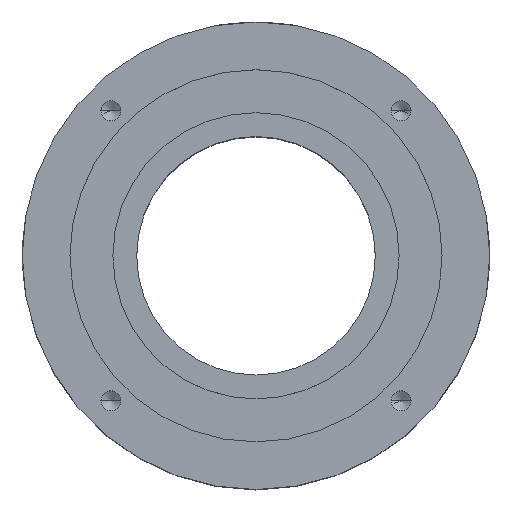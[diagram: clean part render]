
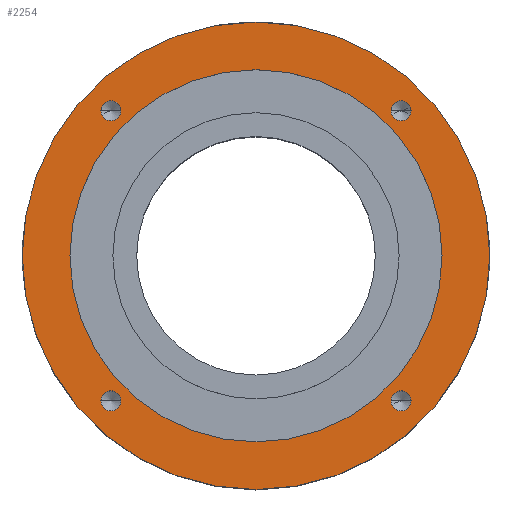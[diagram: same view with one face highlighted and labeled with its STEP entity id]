
A CAD part, top view. The second image highlights one B-rep face of the part: STEP entity #2254.
In plain terms, the highlighted planar face has unit normal (0, 0, 1).
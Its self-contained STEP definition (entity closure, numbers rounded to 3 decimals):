
#23 = DIRECTION ( 'NONE',  ( 1., 0., 0. ) ) ;
#51 = AXIS2_PLACEMENT_3D ( 'NONE', #115, #1496, #310 ) ;
#53 = ORIENTED_EDGE ( 'NONE', *, *, #2026, .F. ) ;
#56 = CARTESIAN_POINT ( 'NONE',  ( -30.406, -30.406, 64.7 ) ) ;
#72 = AXIS2_PLACEMENT_3D ( 'NONE', #1907, #737, #2112 ) ;
#115 = CARTESIAN_POINT ( 'NONE',  ( -30.406, 30.406, 64.7 ) ) ;
#137 = DIRECTION ( 'NONE',  ( 1., 0., 0. ) ) ;
#155 = ORIENTED_EDGE ( 'NONE', *, *, #1146, .F. ) ;
#166 = ORIENTED_EDGE ( 'NONE', *, *, #1879, .F. ) ;
#236 = AXIS2_PLACEMENT_3D ( 'NONE', #1970, #793, #2173 ) ;
#253 = VERTEX_POINT ( 'NONE', #1682 ) ;
#256 = DIRECTION ( 'NONE',  ( 1., 0., 0. ) ) ;
#277 = FACE_BOUND ( 'NONE', #294, .T. ) ;
#294 = EDGE_LOOP ( 'NONE', ( #2445, #155 ) ) ;
#310 = DIRECTION ( 'NONE',  ( 1., 0., 0. ) ) ;
#345 = CARTESIAN_POINT ( 'NONE',  ( -32.506, 30.406, 64.7 ) ) ;
#354 = ORIENTED_EDGE ( 'NONE', *, *, #1260, .F. ) ;
#378 = AXIS2_PLACEMENT_3D ( 'NONE', #783, #2161, #972 ) ;
#388 = VERTEX_POINT ( 'NONE', #2115 ) ;
#397 = AXIS2_PLACEMENT_3D ( 'NONE', #912, #1329, #137 ) ;
#435 = ORIENTED_EDGE ( 'NONE', *, *, #2354, .F. ) ;
#457 = CARTESIAN_POINT ( 'NONE',  ( -49., 0., 64.7 ) ) ;
#464 = DIRECTION ( 'NONE',  ( 0., 0., 1. ) ) ;
#465 = CIRCLE ( 'NONE', #1820, 39. ) ;
#493 = AXIS2_PLACEMENT_3D ( 'NONE', #1643, #464, #1840 ) ;
#544 = VERTEX_POINT ( 'NONE', #827 ) ;
#613 = EDGE_CURVE ( 'NONE', #544, #1605, #1139, .T. ) ;
#618 = DIRECTION ( 'NONE',  ( 0., 0., 1. ) ) ;
#650 = VERTEX_POINT ( 'NONE', #457 ) ;
#661 = DIRECTION ( 'NONE',  ( 0., 0., 1. ) ) ;
#700 = ORIENTED_EDGE ( 'NONE', *, *, #2077, .T. ) ;
#725 = CARTESIAN_POINT ( 'NONE',  ( 49., 0., 64.7 ) ) ;
#737 = DIRECTION ( 'NONE',  ( 0., 0., 1. ) ) ;
#762 = EDGE_LOOP ( 'NONE', ( #700, #2065 ) ) ;
#783 = CARTESIAN_POINT ( 'NONE',  ( 30.406, -30.406, 64.7 ) ) ;
#787 = CARTESIAN_POINT ( 'NONE',  ( -39., 0., 64.7 ) ) ;
#793 = DIRECTION ( 'NONE',  ( 0., 0., 1. ) ) ;
#827 = CARTESIAN_POINT ( 'NONE',  ( -28.306, -30.406, 64.7 ) ) ;
#912 = CARTESIAN_POINT ( 'NONE',  ( 0., 0., 64.7 ) ) ;
#918 = CIRCLE ( 'NONE', #1812, 2.1 ) ;
#955 = AXIS2_PLACEMENT_3D ( 'NONE', #2320, #1131, #2517 ) ;
#966 = AXIS2_PLACEMENT_3D ( 'NONE', #1793, #618, #1989 ) ;
#972 = DIRECTION ( 'NONE',  ( 1., 0., 0. ) ) ;
#1000 = DIRECTION ( 'NONE',  ( 0., 0., 1. ) ) ;
#1016 = EDGE_LOOP ( 'NONE', ( #166, #1499 ) ) ;
#1048 = AXIS2_PLACEMENT_3D ( 'NONE', #2189, #1000, #2394 ) ;
#1050 = DIRECTION ( 'NONE',  ( 0., 0., 1. ) ) ;
#1107 = CIRCLE ( 'NONE', #955, 2.1 ) ;
#1131 = DIRECTION ( 'NONE',  ( 0., 0., 1. ) ) ;
#1134 = EDGE_LOOP ( 'NONE', ( #1284, #53 ) ) ;
#1139 = CIRCLE ( 'NONE', #1215, 2.1 ) ;
#1143 = ORIENTED_EDGE ( 'NONE', *, *, #613, .F. ) ;
#1146 = EDGE_CURVE ( 'NONE', #1798, #253, #1107, .T. ) ;
#1173 = EDGE_CURVE ( 'NONE', #253, #1798, #2024, .T. ) ;
#1210 = DIRECTION ( 'NONE',  ( 0., 0., 1. ) ) ;
#1215 = AXIS2_PLACEMENT_3D ( 'NONE', #56, #1440, #256 ) ;
#1243 = CIRCLE ( 'NONE', #72, 2.1 ) ;
#1260 = EDGE_CURVE ( 'NONE', #388, #1400, #1391, .T. ) ;
#1274 = FACE_BOUND ( 'NONE', #2444, .T. ) ;
#1284 = ORIENTED_EDGE ( 'NONE', *, *, #2063, .F. ) ;
#1323 = ORIENTED_EDGE ( 'NONE', *, *, #1556, .F. ) ;
#1329 = DIRECTION ( 'NONE',  ( 0., 0., 1. ) ) ;
#1356 = FACE_BOUND ( 'NONE', #1016, .T. ) ;
#1391 = CIRCLE ( 'NONE', #378, 2.1 ) ;
#1400 = VERTEX_POINT ( 'NONE', #1786 ) ;
#1440 = DIRECTION ( 'NONE',  ( 0., 0., 1. ) ) ;
#1475 = CARTESIAN_POINT ( 'NONE',  ( -32.506, -30.406, 64.7 ) ) ;
#1496 = DIRECTION ( 'NONE',  ( 0., 0., 1. ) ) ;
#1499 = ORIENTED_EDGE ( 'NONE', *, *, #2170, .F. ) ;
#1556 = EDGE_CURVE ( 'NONE', #1400, #388, #1243, .T. ) ;
#1605 = VERTEX_POINT ( 'NONE', #1475 ) ;
#1630 = VERTEX_POINT ( 'NONE', #345 ) ;
#1633 = CIRCLE ( 'NONE', #966, 2.1 ) ;
#1643 = CARTESIAN_POINT ( 'NONE',  ( 30.406, 30.406, 64.7 ) ) ;
#1682 = CARTESIAN_POINT ( 'NONE',  ( 32.506, 30.406, 64.7 ) ) ;
#1701 = PLANE ( 'NONE',  #397 ) ;
#1756 = CARTESIAN_POINT ( 'NONE',  ( 39., 0., 64.7 ) ) ;
#1785 = FACE_BOUND ( 'NONE', #1134, .T. ) ;
#1786 = CARTESIAN_POINT ( 'NONE',  ( 28.306, -30.406, 64.7 ) ) ;
#1788 = VERTEX_POINT ( 'NONE', #1756 ) ;
#1793 = CARTESIAN_POINT ( 'NONE',  ( -30.406, 30.406, 64.7 ) ) ;
#1798 = VERTEX_POINT ( 'NONE', #2534 ) ;
#1812 = AXIS2_PLACEMENT_3D ( 'NONE', #1828, #661, #2028 ) ;
#1820 = AXIS2_PLACEMENT_3D ( 'NONE', #2241, #1050, #2440 ) ;
#1828 = CARTESIAN_POINT ( 'NONE',  ( -30.406, -30.406, 64.7 ) ) ;
#1840 = DIRECTION ( 'NONE',  ( 1., 0., 0. ) ) ;
#1844 = VERTEX_POINT ( 'NONE', #787 ) ;
#1879 = EDGE_CURVE ( 'NONE', #1788, #1844, #2341, .T. ) ;
#1907 = CARTESIAN_POINT ( 'NONE',  ( 30.406, -30.406, 64.7 ) ) ;
#1908 = CARTESIAN_POINT ( 'NONE',  ( -28.306, 30.406, 64.7 ) ) ;
#1928 = FACE_BOUND ( 'NONE', #2269, .T. ) ;
#1970 = CARTESIAN_POINT ( 'NONE',  ( 0., 0., 64.7 ) ) ;
#1989 = DIRECTION ( 'NONE',  ( 1., 0., 0. ) ) ;
#2024 = CIRCLE ( 'NONE', #493, 2.1 ) ;
#2026 = EDGE_CURVE ( 'NONE', #1630, #2304, #2307, .T. ) ;
#2028 = DIRECTION ( 'NONE',  ( 1., 0., 0. ) ) ;
#2063 = EDGE_CURVE ( 'NONE', #2304, #1630, #1633, .T. ) ;
#2065 = ORIENTED_EDGE ( 'NONE', *, *, #2306, .T. ) ;
#2077 = EDGE_CURVE ( 'NONE', #650, #2256, #2221, .T. ) ;
#2112 = DIRECTION ( 'NONE',  ( 1., 0., 0. ) ) ;
#2115 = CARTESIAN_POINT ( 'NONE',  ( 32.506, -30.406, 64.7 ) ) ;
#2155 = CIRCLE ( 'NONE', #1048, 49. ) ;
#2161 = DIRECTION ( 'NONE',  ( 0., 0., 1. ) ) ;
#2170 = EDGE_CURVE ( 'NONE', #1844, #1788, #465, .T. ) ;
#2173 = DIRECTION ( 'NONE',  ( 1., 0., 0. ) ) ;
#2189 = CARTESIAN_POINT ( 'NONE',  ( 0., 0., 64.7 ) ) ;
#2221 = CIRCLE ( 'NONE', #2458, 49. ) ;
#2241 = CARTESIAN_POINT ( 'NONE',  ( 0., 0., 64.7 ) ) ;
#2254 = ADVANCED_FACE ( 'NONE', ( #1356, #1274, #1928, #1785, #277, #2255 ), #1701, .T. ) ;
#2255 = FACE_OUTER_BOUND ( 'NONE', #762, .T. ) ;
#2256 = VERTEX_POINT ( 'NONE', #725 ) ;
#2269 = EDGE_LOOP ( 'NONE', ( #1143, #435 ) ) ;
#2304 = VERTEX_POINT ( 'NONE', #1908 ) ;
#2306 = EDGE_CURVE ( 'NONE', #2256, #650, #2155, .T. ) ;
#2307 = CIRCLE ( 'NONE', #51, 2.1 ) ;
#2320 = CARTESIAN_POINT ( 'NONE',  ( 30.406, 30.406, 64.7 ) ) ;
#2341 = CIRCLE ( 'NONE', #236, 39. ) ;
#2354 = EDGE_CURVE ( 'NONE', #1605, #544, #918, .T. ) ;
#2394 = DIRECTION ( 'NONE',  ( 1., 0., 0. ) ) ;
#2396 = CARTESIAN_POINT ( 'NONE',  ( 0., 0., 64.7 ) ) ;
#2440 = DIRECTION ( 'NONE',  ( 1., 0., 0. ) ) ;
#2444 = EDGE_LOOP ( 'NONE', ( #354, #1323 ) ) ;
#2445 = ORIENTED_EDGE ( 'NONE', *, *, #1173, .F. ) ;
#2458 = AXIS2_PLACEMENT_3D ( 'NONE', #2396, #1210, #23 ) ;
#2517 = DIRECTION ( 'NONE',  ( 1., 0., 0. ) ) ;
#2534 = CARTESIAN_POINT ( 'NONE',  ( 28.306, 30.406, 64.7 ) ) ;
